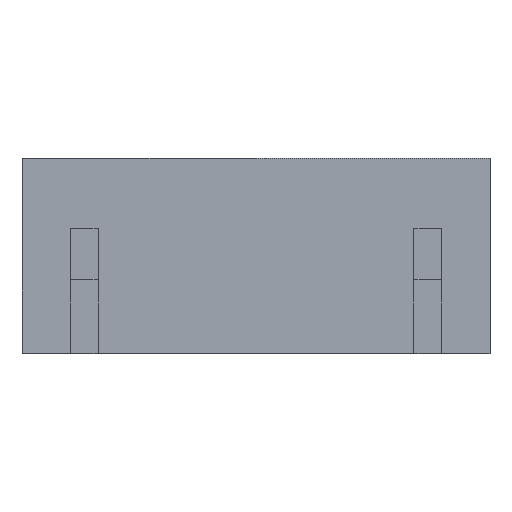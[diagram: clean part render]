
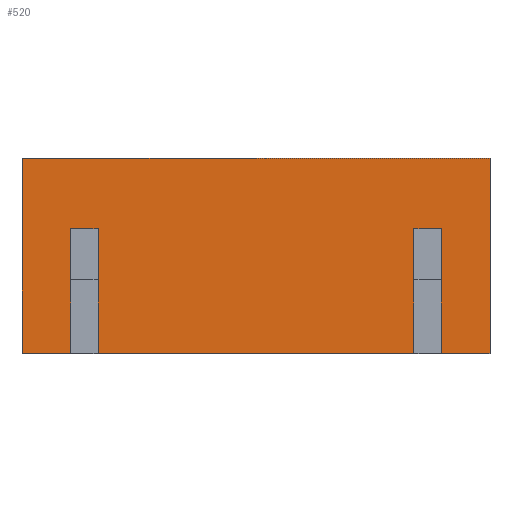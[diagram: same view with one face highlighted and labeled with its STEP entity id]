
A CAD part, top view. The second image highlights one B-rep face of the part: STEP entity #520.
In plain terms, the highlighted planar face has unit normal (0, 0, 1).
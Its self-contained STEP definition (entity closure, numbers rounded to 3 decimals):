
#111 = VECTOR ( 'NONE', #1025, 1000. ) ;
#116 = CARTESIAN_POINT ( 'NONE',  ( 4.05, 0., 0. ) ) ;
#140 = AXIS2_PLACEMENT_3D ( 'NONE', #2304, #2615, #1256 ) ;
#173 = LINE ( 'NONE', #454, #111 ) ;
#208 = DIRECTION ( 'NONE',  ( 0., -1., 0. ) ) ;
#251 = VECTOR ( 'NONE', #412, 1000. ) ;
#304 = ORIENTED_EDGE ( 'NONE', *, *, #2065, .F. ) ;
#345 = EDGE_CURVE ( 'NONE', #671, #1489, #478, .T. ) ;
#354 = DIRECTION ( 'NONE',  ( 1., 0., 0. ) ) ;
#412 = DIRECTION ( 'NONE',  ( 0., 1., 0. ) ) ;
#450 = CARTESIAN_POINT ( 'NONE',  ( 6., 5., 0. ) ) ;
#454 = CARTESIAN_POINT ( 'NONE',  ( 6., 0., 0. ) ) ;
#474 = ORIENTED_EDGE ( 'NONE', *, *, #2035, .F. ) ;
#478 = LINE ( 'NONE', #2864, #480 ) ;
#480 = VECTOR ( 'NONE', #2393, 1000. ) ;
#507 = DIRECTION ( 'NONE',  ( 0., -1., 0. ) ) ;
#513 = LINE ( 'NONE', #3196, #2110 ) ;
#520 = ADVANCED_FACE ( 'NONE', ( #3404 ), #2322, .F. ) ;
#557 = CARTESIAN_POINT ( 'NONE',  ( -4.75, 0., 0. ) ) ;
#569 = VECTOR ( 'NONE', #2299, 1000. ) ;
#571 = VERTEX_POINT ( 'NONE', #1275 ) ;
#576 = VECTOR ( 'NONE', #354, 1000. ) ;
#607 = VECTOR ( 'NONE', #507, 1000. ) ;
#671 = VERTEX_POINT ( 'NONE', #3242 ) ;
#713 = ORIENTED_EDGE ( 'NONE', *, *, #345, .F. ) ;
#779 = ORIENTED_EDGE ( 'NONE', *, *, #2273, .F. ) ;
#788 = VECTOR ( 'NONE', #2421, 1000. ) ;
#943 = VECTOR ( 'NONE', #1899, 1000. ) ;
#964 = ORIENTED_EDGE ( 'NONE', *, *, #3285, .F. ) ;
#1022 = VERTEX_POINT ( 'NONE', #2025 ) ;
#1025 = DIRECTION ( 'NONE',  ( -1., 0., 0. ) ) ;
#1049 = ORIENTED_EDGE ( 'NONE', *, *, #1383, .F. ) ;
#1073 = CARTESIAN_POINT ( 'NONE',  ( 4.75, 0., 0. ) ) ;
#1119 = CARTESIAN_POINT ( 'NONE',  ( 6., 0., 0. ) ) ;
#1137 = VERTEX_POINT ( 'NONE', #1073 ) ;
#1189 = VERTEX_POINT ( 'NONE', #2451 ) ;
#1229 = VECTOR ( 'NONE', #1720, 1000. ) ;
#1247 = VECTOR ( 'NONE', #2212, 1000. ) ;
#1256 = DIRECTION ( 'NONE',  ( -1., 0., 0. ) ) ;
#1275 = CARTESIAN_POINT ( 'NONE',  ( 6., 0., 0. ) ) ;
#1326 = CARTESIAN_POINT ( 'NONE',  ( 6., 5., 0. ) ) ;
#1367 = LINE ( 'NONE', #2949, #607 ) ;
#1383 = EDGE_CURVE ( 'NONE', #571, #1137, #173, .T. ) ;
#1401 = EDGE_CURVE ( 'NONE', #3419, #1729, #513, .T. ) ;
#1489 = VERTEX_POINT ( 'NONE', #1756 ) ;
#1569 = EDGE_CURVE ( 'NONE', #2998, #571, #3277, .T. ) ;
#1720 = DIRECTION ( 'NONE',  ( -1., 0., 0. ) ) ;
#1729 = VERTEX_POINT ( 'NONE', #557 ) ;
#1756 = CARTESIAN_POINT ( 'NONE',  ( 4.05, 3.2, 0. ) ) ;
#1773 = LINE ( 'NONE', #2853, #251 ) ;
#1899 = DIRECTION ( 'NONE',  ( -1., 0., 0. ) ) ;
#1992 = LINE ( 'NONE', #2800, #576 ) ;
#1995 = LINE ( 'NONE', #2280, #2776 ) ;
#2025 = CARTESIAN_POINT ( 'NONE',  ( -4.05, 3.2, 0. ) ) ;
#2035 = EDGE_CURVE ( 'NONE', #1137, #671, #1995, .T. ) ;
#2036 = EDGE_CURVE ( 'NONE', #1022, #3419, #2180, .T. ) ;
#2065 = EDGE_CURVE ( 'NONE', #1729, #1189, #2801, .T. ) ;
#2110 = VECTOR ( 'NONE', #208, 1000. ) ;
#2127 = ORIENTED_EDGE ( 'NONE', *, *, #2511, .T. ) ;
#2147 = VERTEX_POINT ( 'NONE', #2698 ) ;
#2155 = VERTEX_POINT ( 'NONE', #116 ) ;
#2180 = LINE ( 'NONE', #3346, #1229 ) ;
#2212 = DIRECTION ( 'NONE',  ( 0., -1., 0. ) ) ;
#2273 = EDGE_CURVE ( 'NONE', #1189, #3286, #1773, .T. ) ;
#2280 = CARTESIAN_POINT ( 'NONE',  ( 4.75, 0., 0. ) ) ;
#2287 = ORIENTED_EDGE ( 'NONE', *, *, #1569, .F. ) ;
#2299 = DIRECTION ( 'NONE',  ( 0., 1., 0. ) ) ;
#2304 = CARTESIAN_POINT ( 'NONE',  ( 6., 0., 0. ) ) ;
#2322 = PLANE ( 'NONE',  #140 ) ;
#2368 = ORIENTED_EDGE ( 'NONE', *, *, #1401, .F. ) ;
#2393 = DIRECTION ( 'NONE',  ( -1., 0., 0. ) ) ;
#2396 = ORIENTED_EDGE ( 'NONE', *, *, #2036, .F. ) ;
#2421 = DIRECTION ( 'NONE',  ( 1., 0., 0. ) ) ;
#2451 = CARTESIAN_POINT ( 'NONE',  ( -6., 0., 0. ) ) ;
#2511 = EDGE_CURVE ( 'NONE', #2147, #2155, #1992, .T. ) ;
#2523 = CARTESIAN_POINT ( 'NONE',  ( 6., 0., 0. ) ) ;
#2615 = DIRECTION ( 'NONE',  ( 0., 0., -1. ) ) ;
#2689 = ORIENTED_EDGE ( 'NONE', *, *, #2830, .F. ) ;
#2690 = CARTESIAN_POINT ( 'NONE',  ( -6., 5., 0. ) ) ;
#2698 = CARTESIAN_POINT ( 'NONE',  ( -4.05, 0., 0. ) ) ;
#2776 = VECTOR ( 'NONE', #3328, 1000. ) ;
#2800 = CARTESIAN_POINT ( 'NONE',  ( 6., 0., 0. ) ) ;
#2801 = LINE ( 'NONE', #2523, #943 ) ;
#2822 = LINE ( 'NONE', #3301, #569 ) ;
#2830 = EDGE_CURVE ( 'NONE', #2147, #1022, #2822, .T. ) ;
#2853 = CARTESIAN_POINT ( 'NONE',  ( -6., 0., 0. ) ) ;
#2864 = CARTESIAN_POINT ( 'NONE',  ( 6., 3.2, 0. ) ) ;
#2949 = CARTESIAN_POINT ( 'NONE',  ( 4.05, 0., 0. ) ) ;
#2987 = CARTESIAN_POINT ( 'NONE',  ( -4.75, 3.2, 0. ) ) ;
#2998 = VERTEX_POINT ( 'NONE', #450 ) ;
#3196 = CARTESIAN_POINT ( 'NONE',  ( -4.75, 0., 0. ) ) ;
#3221 = EDGE_LOOP ( 'NONE', ( #2368, #2396, #2689, #2127, #964, #713, #474, #1049, #2287, #3281, #779, #304 ) ) ;
#3231 = LINE ( 'NONE', #1326, #788 ) ;
#3242 = CARTESIAN_POINT ( 'NONE',  ( 4.75, 3.2, 0. ) ) ;
#3277 = LINE ( 'NONE', #1119, #1247 ) ;
#3281 = ORIENTED_EDGE ( 'NONE', *, *, #3385, .F. ) ;
#3285 = EDGE_CURVE ( 'NONE', #1489, #2155, #1367, .T. ) ;
#3286 = VERTEX_POINT ( 'NONE', #2690 ) ;
#3301 = CARTESIAN_POINT ( 'NONE',  ( -4.05, 0., 0. ) ) ;
#3328 = DIRECTION ( 'NONE',  ( 0., 1., 0. ) ) ;
#3346 = CARTESIAN_POINT ( 'NONE',  ( 6., 3.2, 0. ) ) ;
#3385 = EDGE_CURVE ( 'NONE', #3286, #2998, #3231, .T. ) ;
#3404 = FACE_OUTER_BOUND ( 'NONE', #3221, .T. ) ;
#3419 = VERTEX_POINT ( 'NONE', #2987 ) ;
